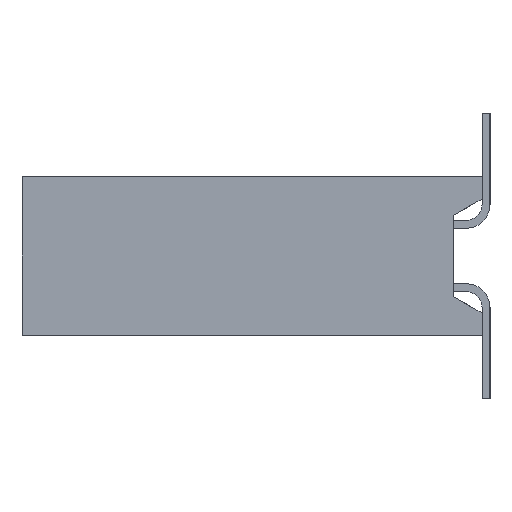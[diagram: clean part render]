
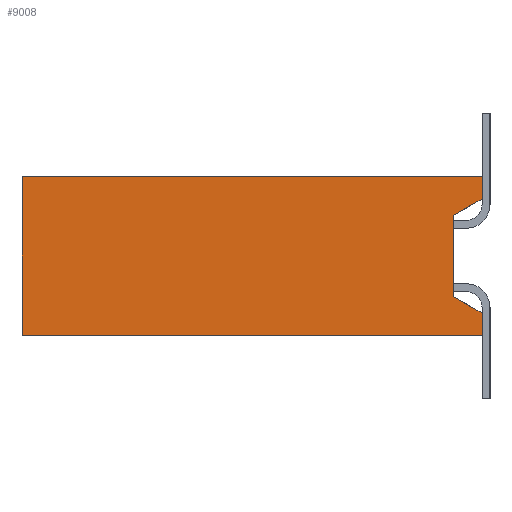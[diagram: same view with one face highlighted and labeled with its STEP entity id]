
A CAD part, left-side view. The second image highlights one B-rep face of the part: STEP entity #9008.
In plain terms, the highlighted planar face has unit normal (-1, 0, 0).
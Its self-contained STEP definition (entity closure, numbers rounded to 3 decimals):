
#11 = DIRECTION ( 'NONE',  ( 0., -1., 0. ) ) ;
#191 = DIRECTION ( 'NONE',  ( 0., 0., -1. ) ) ;
#666 = DIRECTION ( 'NONE',  ( 0., -1., 0. ) ) ;
#952 = VERTEX_POINT ( 'NONE', #10072 ) ;
#1432 = LINE ( 'NONE', #14753, #8306 ) ;
#1507 = VERTEX_POINT ( 'NONE', #6304 ) ;
#1816 = ORIENTED_EDGE ( 'NONE', *, *, #15814, .T. ) ;
#1957 = CARTESIAN_POINT ( 'NONE',  ( -12.7, 0.457, -0.65 ) ) ;
#2500 = VERTEX_POINT ( 'NONE', #11299 ) ;
#2548 = CARTESIAN_POINT ( 'NONE',  ( -12.7, 7.366, -1.27 ) ) ;
#2879 = VECTOR ( 'NONE', #11, 1000. ) ;
#2998 = CARTESIAN_POINT ( 'NONE',  ( -12.7, 0., -1.27 ) ) ;
#3001 = VERTEX_POINT ( 'NONE', #2998 ) ;
#3729 = DIRECTION ( 'NONE',  ( 0., -0.866, -0.5 ) ) ;
#3863 = DIRECTION ( 'NONE',  ( 0., 0.866, -0.5 ) ) ;
#4218 = ORIENTED_EDGE ( 'NONE', *, *, #9292, .F. ) ;
#4794 = VECTOR ( 'NONE', #8930, 1000. ) ;
#4965 = LINE ( 'NONE', #15862, #8849 ) ;
#5115 = CARTESIAN_POINT ( 'NONE',  ( -12.7, 6.47, -2.821 ) ) ;
#5234 = EDGE_CURVE ( 'NONE', #8074, #952, #15377, .T. ) ;
#5550 = ORIENTED_EDGE ( 'NONE', *, *, #14199, .F. ) ;
#6304 = CARTESIAN_POINT ( 'NONE',  ( -12.7, 7.366, -1.27 ) ) ;
#6310 = EDGE_CURVE ( 'NONE', #8074, #2500, #6510, .T. ) ;
#6345 = VERTEX_POINT ( 'NONE', #7912 ) ;
#6501 = LINE ( 'NONE', #8028, #2879 ) ;
#6510 = LINE ( 'NONE', #10279, #4794 ) ;
#6520 = EDGE_CURVE ( 'NONE', #6345, #2500, #6501, .T. ) ;
#7540 = CARTESIAN_POINT ( 'NONE',  ( -12.7, 7.366, -1.27 ) ) ;
#7912 = CARTESIAN_POINT ( 'NONE',  ( -12.7, 7.366, 1.27 ) ) ;
#8028 = CARTESIAN_POINT ( 'NONE',  ( -12.7, 7.366, 1.27 ) ) ;
#8074 = VERTEX_POINT ( 'NONE', #10738 ) ;
#8306 = VECTOR ( 'NONE', #3729, 1000. ) ;
#8451 = CARTESIAN_POINT ( 'NONE',  ( -12.7, 0.457, -1.27 ) ) ;
#8540 = VERTEX_POINT ( 'NONE', #1957 ) ;
#8672 = VECTOR ( 'NONE', #191, 1000. ) ;
#8849 = VECTOR ( 'NONE', #13167, 1000. ) ;
#8930 = DIRECTION ( 'NONE',  ( 0., 0., 1. ) ) ;
#9008 = ADVANCED_FACE ( 'NONE', ( #16255 ), #11483, .F. ) ;
#9292 = EDGE_CURVE ( 'NONE', #8540, #15676, #1432, .T. ) ;
#9518 = ORIENTED_EDGE ( 'NONE', *, *, #6520, .F. ) ;
#9724 = EDGE_CURVE ( 'NONE', #1507, #3001, #10982, .T. ) ;
#9824 = VECTOR ( 'NONE', #16265, 1000. ) ;
#10033 = ORIENTED_EDGE ( 'NONE', *, *, #10843, .F. ) ;
#10072 = CARTESIAN_POINT ( 'NONE',  ( -12.7, 0.457, 0.65 ) ) ;
#10204 = AXIS2_PLACEMENT_3D ( 'NONE', #11652, #12752, #11584 ) ;
#10240 = LINE ( 'NONE', #2548, #9824 ) ;
#10279 = CARTESIAN_POINT ( 'NONE',  ( -12.7, 0., -1.27 ) ) ;
#10738 = CARTESIAN_POINT ( 'NONE',  ( -12.7, 0., 0.914 ) ) ;
#10843 = EDGE_CURVE ( 'NONE', #1507, #6345, #10240, .T. ) ;
#10982 = LINE ( 'NONE', #7540, #15453 ) ;
#11299 = CARTESIAN_POINT ( 'NONE',  ( -12.7, 0., 1.27 ) ) ;
#11467 = EDGE_LOOP ( 'NONE', ( #12006, #17069, #9518, #10033, #12293, #1816, #4218, #5550 ) ) ;
#11483 = PLANE ( 'NONE',  #10204 ) ;
#11584 = DIRECTION ( 'NONE',  ( 0., 0., -1. ) ) ;
#11652 = CARTESIAN_POINT ( 'NONE',  ( -12.7, 7.366, -1.27 ) ) ;
#12006 = ORIENTED_EDGE ( 'NONE', *, *, #5234, .F. ) ;
#12293 = ORIENTED_EDGE ( 'NONE', *, *, #9724, .T. ) ;
#12615 = VECTOR ( 'NONE', #3863, 1000. ) ;
#12752 = DIRECTION ( 'NONE',  ( 1., 0., 0. ) ) ;
#13167 = DIRECTION ( 'NONE',  ( 0., 0., 1. ) ) ;
#14199 = EDGE_CURVE ( 'NONE', #952, #8540, #16150, .T. ) ;
#14753 = CARTESIAN_POINT ( 'NONE',  ( -12.7, 5.371, 2.186 ) ) ;
#15377 = LINE ( 'NONE', #5115, #12615 ) ;
#15453 = VECTOR ( 'NONE', #666, 1000. ) ;
#15676 = VERTEX_POINT ( 'NONE', #17791 ) ;
#15814 = EDGE_CURVE ( 'NONE', #3001, #15676, #4965, .T. ) ;
#15862 = CARTESIAN_POINT ( 'NONE',  ( -12.7, 0., -1.27 ) ) ;
#16150 = LINE ( 'NONE', #8451, #8672 ) ;
#16255 = FACE_OUTER_BOUND ( 'NONE', #11467, .T. ) ;
#16265 = DIRECTION ( 'NONE',  ( 0., 0., 1. ) ) ;
#17069 = ORIENTED_EDGE ( 'NONE', *, *, #6310, .T. ) ;
#17791 = CARTESIAN_POINT ( 'NONE',  ( -12.7, 0., -0.914 ) ) ;
